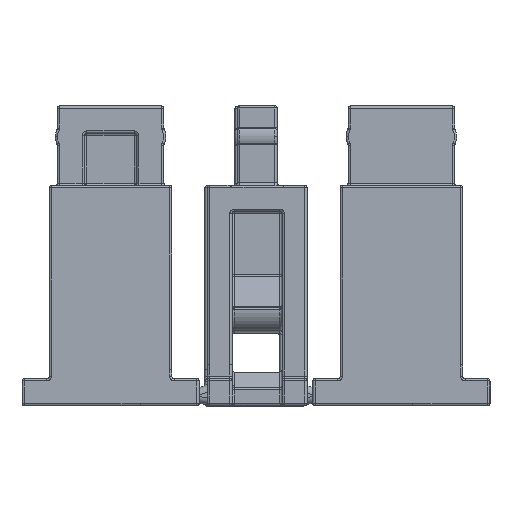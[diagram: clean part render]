
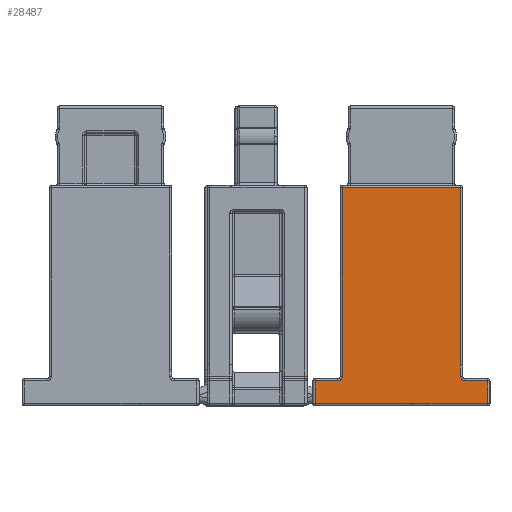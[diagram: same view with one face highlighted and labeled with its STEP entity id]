
A CAD part, top view. The second image highlights one B-rep face of the part: STEP entity #28487.
In plain terms, the highlighted planar face has unit normal (0, 0, 1).
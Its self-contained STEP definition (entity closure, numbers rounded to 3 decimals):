
#625 = CARTESIAN_POINT ( 'NONE',  ( 12.4, 0., -4.85 ) ) ;
#1027 = LINE ( 'NONE', #8326, #4618 ) ;
#1355 = CARTESIAN_POINT ( 'NONE',  ( 6., 1.2, -4.85 ) ) ;
#2042 = VECTOR ( 'NONE', #10130, 1000. ) ;
#2805 = DIRECTION ( 'NONE',  ( 0., 0., 1. ) ) ;
#3139 = VERTEX_POINT ( 'NONE', #14836 ) ;
#3161 = DIRECTION ( 'NONE',  ( 0., 1., 0. ) ) ;
#3274 = VECTOR ( 'NONE', #3161, 1000. ) ;
#3763 = CARTESIAN_POINT ( 'NONE',  ( 11.4, 1.1, -4.85 ) ) ;
#3773 = DIRECTION ( 'NONE',  ( 1., 0., 0. ) ) ;
#4026 = VECTOR ( 'NONE', #21994, 1000. ) ;
#4235 = DIRECTION ( 'NONE',  ( 0., 0., 1. ) ) ;
#4258 = EDGE_CURVE ( 'NONE', #19754, #24067, #12482, .T. ) ;
#4618 = VECTOR ( 'NONE', #8794, 1000. ) ;
#4657 = EDGE_CURVE ( 'NONE', #24067, #19141, #19613, .T. ) ;
#5444 = EDGE_CURVE ( 'NONE', #22145, #3139, #8125, .T. ) ;
#6113 = VERTEX_POINT ( 'NONE', #21758 ) ;
#6271 = CARTESIAN_POINT ( 'NONE',  ( 4.8, 0.1, -4.85 ) ) ;
#6378 = ORIENTED_EDGE ( 'NONE', *, *, #21172, .T. ) ;
#6711 = ORIENTED_EDGE ( 'NONE', *, *, #4657, .T. ) ;
#7497 = CARTESIAN_POINT ( 'NONE',  ( 12.4, 0.1, -4.85 ) ) ;
#7631 = CARTESIAN_POINT ( 'NONE',  ( 5.8, 1.3, -4.85 ) ) ;
#8125 = LINE ( 'NONE', #24484, #3274 ) ;
#8207 = ORIENTED_EDGE ( 'NONE', *, *, #12854, .T. ) ;
#8326 = CARTESIAN_POINT ( 'NONE',  ( 9.2, 1.1, -4.85 ) ) ;
#8444 = ORIENTED_EDGE ( 'NONE', *, *, #23017, .T. ) ;
#8794 = DIRECTION ( 'NONE',  ( -1., 0., 0. ) ) ;
#8823 = LINE ( 'NONE', #1355, #10436 ) ;
#10130 = DIRECTION ( 'NONE',  ( 0., 1., 0. ) ) ;
#10391 = CARTESIAN_POINT ( 'NONE',  ( 6., 9.6, -4.85 ) ) ;
#10413 = CIRCLE ( 'NONE', #24832, 0.2 ) ;
#10430 = LINE ( 'NONE', #19612, #23215 ) ;
#10436 = VECTOR ( 'NONE', #27201, 1000. ) ;
#10564 = VERTEX_POINT ( 'NONE', #10905 ) ;
#10905 = CARTESIAN_POINT ( 'NONE',  ( 11.2, 9.6, -4.85 ) ) ;
#11384 = CARTESIAN_POINT ( 'NONE',  ( 9.2, 0., -4.85 ) ) ;
#12482 = LINE ( 'NONE', #7497, #4026 ) ;
#12670 = EDGE_CURVE ( 'NONE', #27156, #26115, #17263, .T. ) ;
#12779 = ORIENTED_EDGE ( 'NONE', *, *, #4258, .T. ) ;
#12854 = EDGE_CURVE ( 'NONE', #26115, #19754, #29571, .T. ) ;
#12857 = CARTESIAN_POINT ( 'NONE',  ( 11.4, 1.3, -4.85 ) ) ;
#13618 = CARTESIAN_POINT ( 'NONE',  ( 11.2, 1.3, -4.85 ) ) ;
#14036 = ORIENTED_EDGE ( 'NONE', *, *, #5444, .T. ) ;
#14574 = VERTEX_POINT ( 'NONE', #10391 ) ;
#14836 = CARTESIAN_POINT ( 'NONE',  ( 11.2, 1.8, -4.85 ) ) ;
#14924 = CARTESIAN_POINT ( 'NONE',  ( 4.8, 0., -4.85 ) ) ;
#14929 = AXIS2_PLACEMENT_3D ( 'NONE', #11384, #4235, #3773 ) ;
#16506 = LINE ( 'NONE', #27770, #20978 ) ;
#17114 = DIRECTION ( 'NONE',  ( 1., 0., 0. ) ) ;
#17246 = ORIENTED_EDGE ( 'NONE', *, *, #29277, .T. ) ;
#17263 = LINE ( 'NONE', #14924, #27884 ) ;
#17421 = EDGE_CURVE ( 'NONE', #6113, #27156, #10430, .T. ) ;
#17687 = CARTESIAN_POINT ( 'NONE',  ( 12.4, 0.1, -4.85 ) ) ;
#17742 = ORIENTED_EDGE ( 'NONE', *, *, #28784, .F. ) ;
#18169 = CARTESIAN_POINT ( 'NONE',  ( 12.4, 1.1, -4.85 ) ) ;
#18483 = CARTESIAN_POINT ( 'NONE',  ( 11.2, 9.7, -4.85 ) ) ;
#19141 = VERTEX_POINT ( 'NONE', #18169 ) ;
#19568 = DIRECTION ( 'NONE',  ( 0., 0., -1. ) ) ;
#19612 = CARTESIAN_POINT ( 'NONE',  ( 4.7, 1.1, -4.85 ) ) ;
#19613 = LINE ( 'NONE', #625, #2042 ) ;
#19754 = VERTEX_POINT ( 'NONE', #22968 ) ;
#20731 = FACE_OUTER_BOUND ( 'NONE', #27155, .T. ) ;
#20978 = VECTOR ( 'NONE', #25440, 1000. ) ;
#21141 = ORIENTED_EDGE ( 'NONE', *, *, #30501, .T. ) ;
#21172 = EDGE_CURVE ( 'NONE', #10564, #14574, #16506, .T. ) ;
#21758 = CARTESIAN_POINT ( 'NONE',  ( 5.8, 1.1, -4.85 ) ) ;
#21855 = CARTESIAN_POINT ( 'NONE',  ( 4.8, 1.1, -4.85 ) ) ;
#21953 = DIRECTION ( 'NONE',  ( -1., 0., 0. ) ) ;
#21994 = DIRECTION ( 'NONE',  ( 1., 0., 0. ) ) ;
#22052 = VERTEX_POINT ( 'NONE', #24995 ) ;
#22061 = EDGE_CURVE ( 'NONE', #19141, #27610, #1027, .T. ) ;
#22145 = VERTEX_POINT ( 'NONE', #13618 ) ;
#22690 = LINE ( 'NONE', #18483, #29387 ) ;
#22968 = CARTESIAN_POINT ( 'NONE',  ( 9.1, 0.1, -4.85 ) ) ;
#23017 = EDGE_CURVE ( 'NONE', #27610, #22145, #27973, .T. ) ;
#23215 = VECTOR ( 'NONE', #21953, 1000. ) ;
#24067 = VERTEX_POINT ( 'NONE', #17687 ) ;
#24431 = DIRECTION ( 'NONE',  ( 0., -1., 0. ) ) ;
#24484 = CARTESIAN_POINT ( 'NONE',  ( 11.2, 1.8, -4.85 ) ) ;
#24696 = DIRECTION ( 'NONE',  ( 1., 0., 0. ) ) ;
#24832 = AXIS2_PLACEMENT_3D ( 'NONE', #7631, #2805, #17114 ) ;
#24995 = CARTESIAN_POINT ( 'NONE',  ( 6., 1.3, -4.85 ) ) ;
#25440 = DIRECTION ( 'NONE',  ( -1., 0., 0. ) ) ;
#25482 = AXIS2_PLACEMENT_3D ( 'NONE', #12857, #19568, #24696 ) ;
#26115 = VERTEX_POINT ( 'NONE', #6271 ) ;
#26417 = VECTOR ( 'NONE', #27540, 1000. ) ;
#27155 = EDGE_LOOP ( 'NONE', ( #8207, #12779, #6711, #29957, #8444, #14036, #21141, #6378, #17246, #17742, #28030, #29802 ) ) ;
#27156 = VERTEX_POINT ( 'NONE', #21855 ) ;
#27201 = DIRECTION ( 'NONE',  ( 0., -1., 0. ) ) ;
#27520 = DIRECTION ( 'NONE',  ( 0., 1., 0. ) ) ;
#27540 = DIRECTION ( 'NONE',  ( 1., 0., 0. ) ) ;
#27576 = PLANE ( 'NONE',  #14929 ) ;
#27610 = VERTEX_POINT ( 'NONE', #3763 ) ;
#27770 = CARTESIAN_POINT ( 'NONE',  ( 5.9, 9.6, -4.85 ) ) ;
#27884 = VECTOR ( 'NONE', #24431, 1000. ) ;
#27973 = CIRCLE ( 'NONE', #25482, 0.2 ) ;
#28030 = ORIENTED_EDGE ( 'NONE', *, *, #17421, .T. ) ;
#28487 = ADVANCED_FACE ( 'NONE', ( #20731 ), #27576, .T. ) ;
#28784 = EDGE_CURVE ( 'NONE', #6113, #22052, #10413, .T. ) ;
#29277 = EDGE_CURVE ( 'NONE', #14574, #22052, #8823, .T. ) ;
#29387 = VECTOR ( 'NONE', #27520, 1000. ) ;
#29571 = LINE ( 'NONE', #30024, #26417 ) ;
#29802 = ORIENTED_EDGE ( 'NONE', *, *, #12670, .T. ) ;
#29957 = ORIENTED_EDGE ( 'NONE', *, *, #22061, .T. ) ;
#30024 = CARTESIAN_POINT ( 'NONE',  ( 9.2, 0.1, -4.85 ) ) ;
#30501 = EDGE_CURVE ( 'NONE', #3139, #10564, #22690, .T. ) ;
